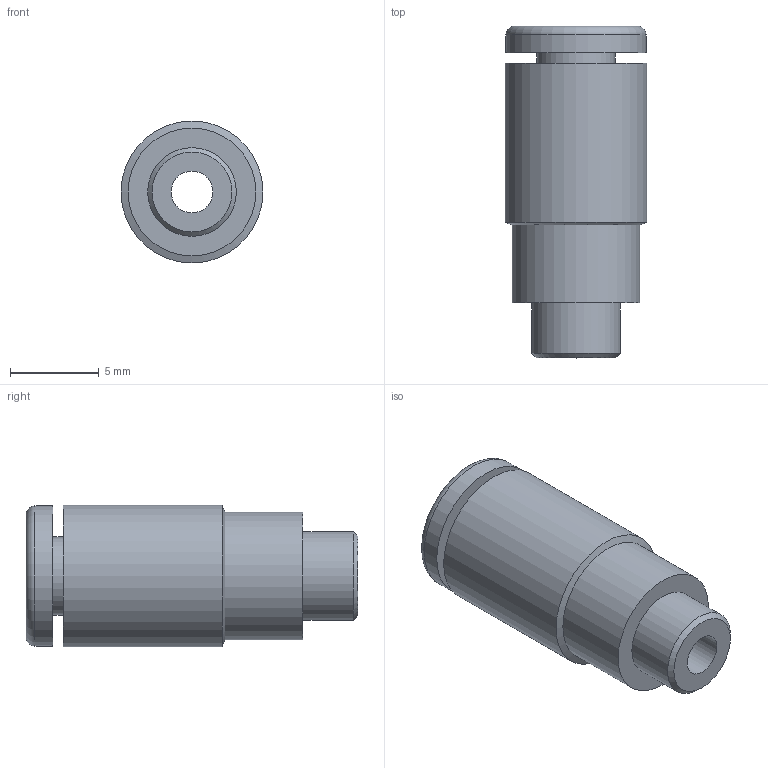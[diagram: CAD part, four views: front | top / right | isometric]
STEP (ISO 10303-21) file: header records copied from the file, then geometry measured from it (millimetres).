
FILE_DESCRIPTION(/* description */ (''),/* implementation_level */ '2;1');
FILE_NAME(/* name */ 'Fitting for Cylinders.ipt.step',/* time_stamp */ '2020-04-16T23:11:20-04:00',/* author */ ('Jordan'),/* organization */ (''),/* preprocessor_version */ 'ST-DEVELOPER v17',/* originating_system */ 'Autodesk Inventor 2019',/* authorisation */ '');
FILE_SCHEMA (('AUTOMOTIVE_DESIGN { 1 0 10303 214 3 1 1 }'));
Length unit declared in the file: millimetre
Products named in the file (1): Fitting for Cylinders
Bounding box: 8 x 18.7 x 8 mm (x, y, z)
Volume: 589.6 mm3; surface area: 773.9 mm2
Topology: 1 solids, 1 shells, 29 faces, 73 edges, 50 vertices
Faces by surface type: plane 18, cylinder 7, torus 2, cone 2
Full cylindrical faces by diameter (mm): 2.36 x1, 4 x1, 4.4 x1, 5 x1, 7.2 x1, 7.9 x1, 8 x1
Entity records: 965 total; most frequent: DIRECTION 173, CARTESIAN_POINT 153, ORIENTED_EDGE 146, EDGE_CURVE 73, AXIS2_PLACEMENT_3D 70, VERTEX_POINT 50, CIRCLE 40, EDGE_LOOP 35
